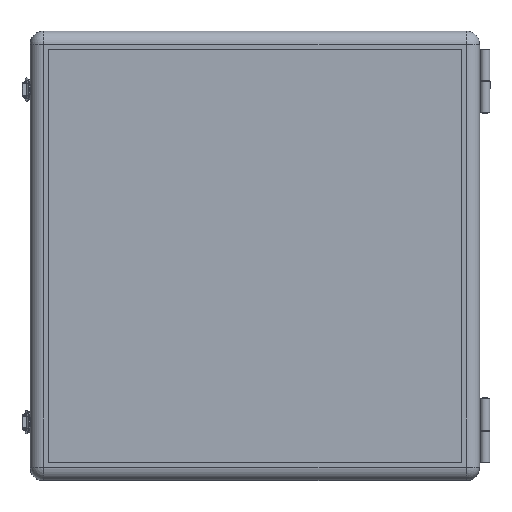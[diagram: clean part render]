
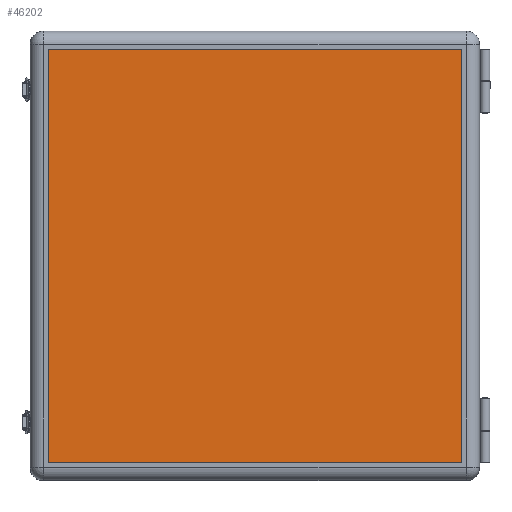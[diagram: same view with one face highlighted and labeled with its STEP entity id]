
A CAD part, top view. The second image highlights one B-rep face of the part: STEP entity #46202.
In plain terms, the highlighted face is planar.
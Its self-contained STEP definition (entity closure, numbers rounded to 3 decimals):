
#225 = EDGE_CURVE ( 'NONE', #46936, #46847, #60695, .T. ) ;
#228 = EDGE_CURVE ( 'NONE', #46847, #51567, #60713, .T. ) ;
#22675 = EDGE_CURVE ( 'NONE', #46498, #46936, #56066, .T. ) ;
#22677 = EDGE_CURVE ( 'NONE', #51567, #46498, #56072, .T. ) ;
#28588 = AXIS2_PLACEMENT_3D ( 'NONE', #35540, #35545, #35546 ) ;
#35540 = CARTESIAN_POINT ( 'NONE',  ( -235., -235., 0. ) ) ;
#35542 = FACE_OUTER_BOUND ( 'NONE', #49673, .T. ) ;
#35543 = PLANE ( 'NONE',  #28588 ) ;
#35545 = DIRECTION ( 'NONE',  ( 0., 0., 1. ) ) ;
#35546 = DIRECTION ( 'NONE',  ( 1., 0., 0. ) ) ;
#40487 = CARTESIAN_POINT ( 'NONE',  ( -230., -230., 0. ) ) ;
#41486 = CARTESIAN_POINT ( 'NONE',  ( 230., 230., 0. ) ) ;
#41575 = CARTESIAN_POINT ( 'NONE',  ( 230., -230., 0. ) ) ;
#42454 = CARTESIAN_POINT ( 'NONE',  ( -230., 230., 0. ) ) ;
#46202 = ADVANCED_FACE ( 'NONE', ( #35542 ), #35543, .F. ) ;
#46498 = VERTEX_POINT ( 'NONE', #40487 ) ;
#46847 = VERTEX_POINT ( 'NONE', #41486 ) ;
#46936 = VERTEX_POINT ( 'NONE', #41575 ) ;
#49621 = ORIENTED_EDGE ( 'NONE', *, *, #225, .F. ) ;
#49623 = ORIENTED_EDGE ( 'NONE', *, *, #22675, .F. ) ;
#49625 = ORIENTED_EDGE ( 'NONE', *, *, #22677, .F. ) ;
#49627 = ORIENTED_EDGE ( 'NONE', *, *, #228, .F. ) ;
#49673 = EDGE_LOOP ( 'NONE', ( #49621, #49623, #49625, #49627 ) ) ;
#51567 = VERTEX_POINT ( 'NONE', #42454 ) ;
#54164 = VECTOR ( 'NONE', #60706, 1000. ) ;
#54168 = VECTOR ( 'NONE', #60716, 1000. ) ;
#56066 = LINE ( 'NONE', #56067, #57796 ) ;
#56067 = CARTESIAN_POINT ( 'NONE',  ( -235., -230., 0. ) ) ;
#56069 = DIRECTION ( 'NONE',  ( 1., 0., 0. ) ) ;
#56072 = LINE ( 'NONE', #56073, #57799 ) ;
#56073 = CARTESIAN_POINT ( 'NONE',  ( -230., -235., 0. ) ) ;
#56074 = DIRECTION ( 'NONE',  ( 0., -1., 0. ) ) ;
#57796 = VECTOR ( 'NONE', #56069, 1000. ) ;
#57799 = VECTOR ( 'NONE', #56074, 1000. ) ;
#60695 = LINE ( 'NONE', #60705, #54164 ) ;
#60705 = CARTESIAN_POINT ( 'NONE',  ( 230., -235., 0. ) ) ;
#60706 = DIRECTION ( 'NONE',  ( 0., 1., 0. ) ) ;
#60713 = LINE ( 'NONE', #60715, #54168 ) ;
#60715 = CARTESIAN_POINT ( 'NONE',  ( -235., 230., 0. ) ) ;
#60716 = DIRECTION ( 'NONE',  ( -1., 0., 0. ) ) ;
